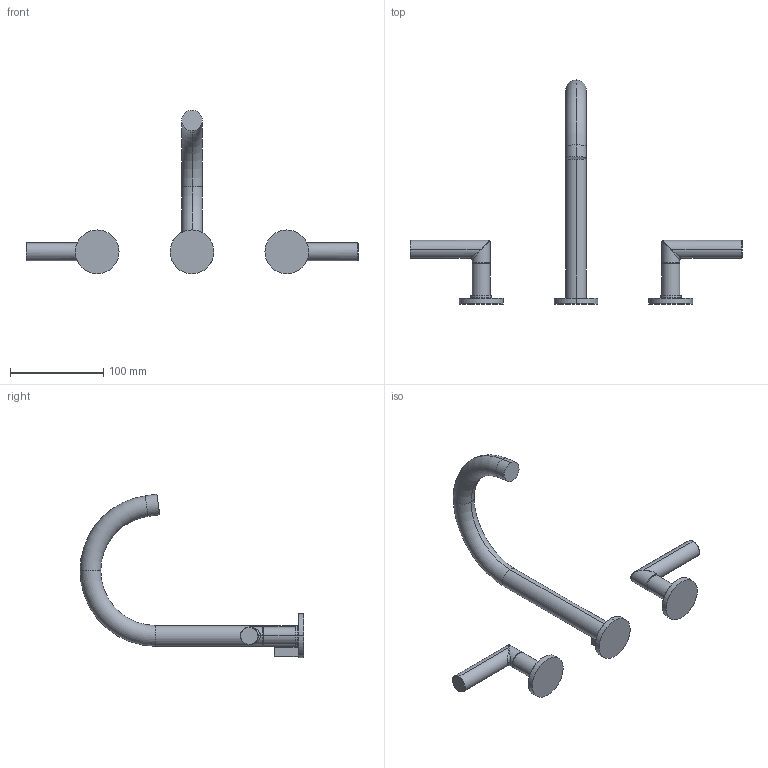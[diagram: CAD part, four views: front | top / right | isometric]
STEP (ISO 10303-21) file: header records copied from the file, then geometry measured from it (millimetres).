
FILE_DESCRIPTION((''),'2;1');
FILE_NAME('3100','2020-11-30T11:09:00',('jinson.thomas'),(''),'CREO PARAMETRIC BY PTC INC, 2018400','CREO PARAMETRIC BY PTC INC, 2018400','');
FILE_SCHEMA(('CONFIG_CONTROL_DESIGN'));
Length unit declared in the file: inch
Products named in the file (1): 3100
Bounding box: 355.6 x 239.88 x 175.29 mm (x, y, z)
Volume: 253589.6 mm3; surface area: 56439.1 mm2
Topology: 3 solids, 3 shells, 90 faces, 192 edges, 116 vertices
Faces by surface type: cylinder 42, plane 20, torus 16, bspline 8, sphere 4
Entity records: 3022 total; most frequent: CARTESIAN_POINT 1024, DIRECTION 452, ORIENTED_EDGE 376, AXIS2_PLACEMENT_3D 202, EDGE_CURVE 188, CIRCLE 120, VERTEX_POINT 116, EDGE_LOOP 102
